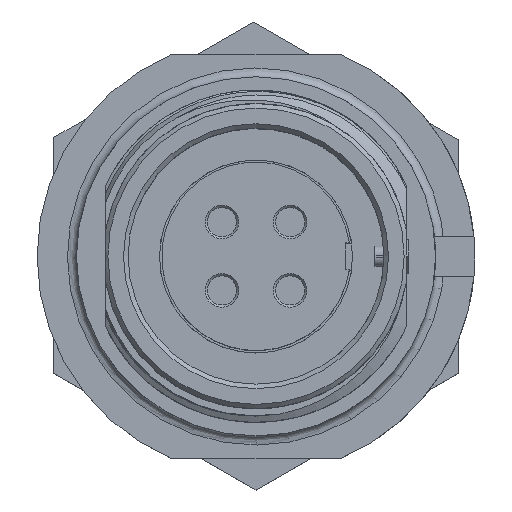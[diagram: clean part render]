
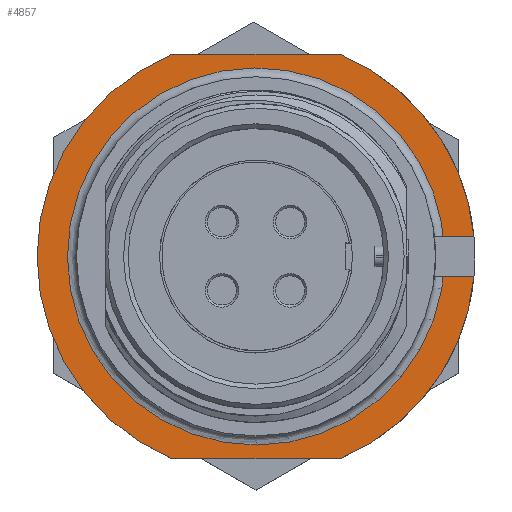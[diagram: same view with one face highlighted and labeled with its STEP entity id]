
A CAD part, top view. The second image highlights one B-rep face of the part: STEP entity #4857.
In plain terms, the highlighted planar face has unit normal (0, 0, 1).
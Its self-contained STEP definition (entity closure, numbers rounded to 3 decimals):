
#59=FACE_BOUND('',#1407,.T.);
#97=CIRCLE('',#5163,9.75);
#98=CIRCLE('',#5165,9.75);
#99=CIRCLE('',#5166,9.75);
#100=CIRCLE('',#5167,8.4);
#343=LINE('',#7551,#689);
#346=LINE('',#7561,#692);
#347=LINE('',#7563,#693);
#348=LINE('',#7565,#694);
#349=LINE('',#7568,#695);
#689=VECTOR('',#5593,7.5);
#692=VECTOR('',#5604,0.708);
#693=VECTOR('',#5605,1.8);
#694=VECTOR('',#5606,0.708);
#695=VECTOR('',#5609,7.5);
#1001=PLANE('',#5164);
#1122=FACE_OUTER_BOUND('',#1406,.T.);
#1406=EDGE_LOOP('',(#3357,#3358,#3359,#3360,#3361,#3362,#3363,#3364));
#1407=EDGE_LOOP('',(#3365));
#2051=VERTEX_POINT('',#7548);
#2052=VERTEX_POINT('',#7550);
#2053=VERTEX_POINT('',#7554);
#2054=VERTEX_POINT('',#7558);
#2055=VERTEX_POINT('',#7560);
#2056=VERTEX_POINT('',#7562);
#2057=VERTEX_POINT('',#7564);
#2058=VERTEX_POINT('',#7566);
#2059=VERTEX_POINT('',#7569);
#2566=EDGE_CURVE('',#2051,#2052,#343,.T.);
#2568=EDGE_CURVE('',#2052,#2053,#97,.T.);
#2570=EDGE_CURVE('',#2054,#2051,#98,.T.);
#2571=EDGE_CURVE('',#2054,#2055,#346,.T.);
#2572=EDGE_CURVE('',#2055,#2056,#347,.T.);
#2573=EDGE_CURVE('',#2056,#2057,#348,.T.);
#2574=EDGE_CURVE('',#2058,#2057,#99,.T.);
#2575=EDGE_CURVE('',#2058,#2053,#349,.T.);
#2576=EDGE_CURVE('',#2059,#2059,#100,.T.);
#3357=ORIENTED_EDGE('',*,*,#2570,.F.);
#3358=ORIENTED_EDGE('',*,*,#2571,.T.);
#3359=ORIENTED_EDGE('',*,*,#2572,.T.);
#3360=ORIENTED_EDGE('',*,*,#2573,.T.);
#3361=ORIENTED_EDGE('',*,*,#2574,.F.);
#3362=ORIENTED_EDGE('',*,*,#2575,.T.);
#3363=ORIENTED_EDGE('',*,*,#2568,.F.);
#3364=ORIENTED_EDGE('',*,*,#2566,.F.);
#3365=ORIENTED_EDGE('',*,*,#2576,.F.);
#4857=ADVANCED_FACE('',(#1122,#59),#1001,.T.);
#5163=AXIS2_PLACEMENT_3D('',#7555,#5597,#5598);
#5164=AXIS2_PLACEMENT_3D('',#7557,#5600,#5601);
#5165=AXIS2_PLACEMENT_3D('',#7559,#5602,#5603);
#5166=AXIS2_PLACEMENT_3D('',#7567,#5607,#5608);
#5167=AXIS2_PLACEMENT_3D('',#7570,#5610,#5611);
#5593=DIRECTION('',(-1.,0.,0.));
#5597=DIRECTION('center_axis',(0.,0.,-1.));
#5598=DIRECTION('ref_axis',(0.,-1.,0.));
#5600=DIRECTION('center_axis',(0.,0.,1.));
#5601=DIRECTION('ref_axis',(-1.,0.,0.));
#5602=DIRECTION('center_axis',(0.,0.,-1.));
#5603=DIRECTION('ref_axis',(0.,-1.,0.));
#5604=DIRECTION('',(-1.,0.,0.));
#5605=DIRECTION('',(0.,1.,0.));
#5606=DIRECTION('',(1.,0.,0.));
#5607=DIRECTION('center_axis',(0.,0.,-1.));
#5608=DIRECTION('ref_axis',(0.,-1.,0.));
#5609=DIRECTION('',(-1.,0.,0.));
#5610=DIRECTION('center_axis',(0.,0.,1.));
#5611=DIRECTION('ref_axis',(0.,-1.,0.));
#7548=CARTESIAN_POINT('',(-2.2,-9.,-17.35));
#7550=CARTESIAN_POINT('',(-9.7,-9.,-17.35));
#7551=CARTESIAN_POINT('',(-2.2,-9.,-17.35));
#7554=CARTESIAN_POINT('',(-9.7,9.,-17.35));
#7555=CARTESIAN_POINT('Origin',(-5.95,0.,-17.35));
#7557=CARTESIAN_POINT('Origin',(-5.971,0.,-17.35));
#7558=CARTESIAN_POINT('',(3.758,-0.9,-17.35));
#7559=CARTESIAN_POINT('Origin',(-5.95,0.,-17.35));
#7560=CARTESIAN_POINT('',(3.05,-0.9,-17.35));
#7561=CARTESIAN_POINT('',(3.758,-0.9,-17.35));
#7562=CARTESIAN_POINT('',(3.05,0.9,-17.35));
#7563=CARTESIAN_POINT('',(3.05,-0.9,-17.35));
#7564=CARTESIAN_POINT('',(3.758,0.9,-17.35));
#7565=CARTESIAN_POINT('',(3.05,0.9,-17.35));
#7566=CARTESIAN_POINT('',(-2.2,9.,-17.35));
#7567=CARTESIAN_POINT('Origin',(-5.95,0.,-17.35));
#7568=CARTESIAN_POINT('',(-2.2,9.,-17.35));
#7569=CARTESIAN_POINT('',(2.45,0.052,-17.35));
#7570=CARTESIAN_POINT('Origin',(-5.95,0.,-17.35));
